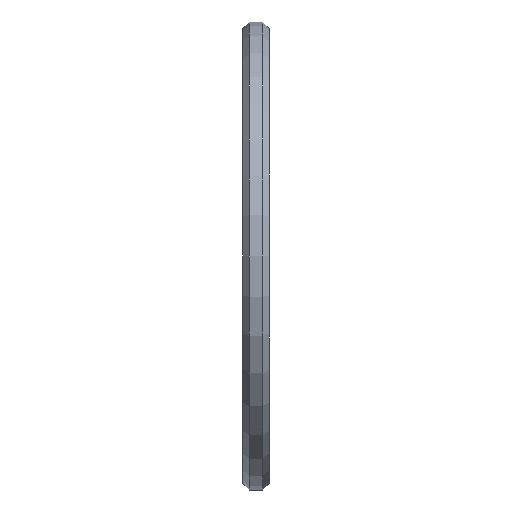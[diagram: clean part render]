
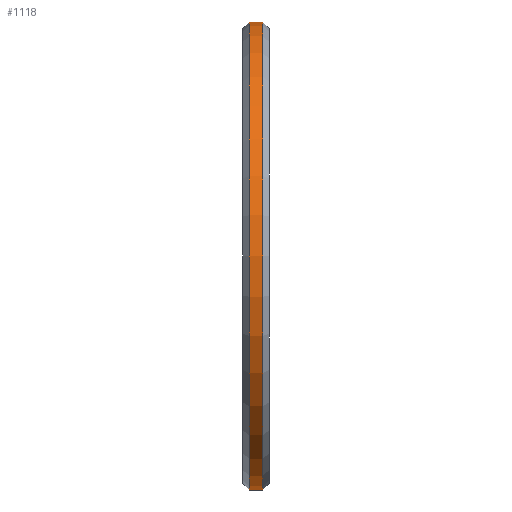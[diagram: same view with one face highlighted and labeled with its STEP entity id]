
A CAD part, front view. The second image highlights one B-rep face of the part: STEP entity #1118.
In plain terms, the highlighted cylindrical face has radius 9.525 mm (diameter 19.05 mm), a partial arc.
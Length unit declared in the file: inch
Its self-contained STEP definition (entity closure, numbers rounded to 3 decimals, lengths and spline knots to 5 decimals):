
#13 = ORIENTED_EDGE ( 'NONE', *, *, #190, .F. ) ;
#20 = CARTESIAN_POINT ( 'NONE',  ( 0.01, 0., 0.375 ) ) ;
#87 = DIRECTION ( 'NONE',  ( 1., 0., 0. ) ) ;
#115 = CIRCLE ( 'NONE', #802, 0.375 ) ;
#124 = CARTESIAN_POINT ( 'NONE',  ( 0.032, 0., 0. ) ) ;
#141 = EDGE_CURVE ( 'NONE', #835, #695, #1150, .T. ) ;
#144 = AXIS2_PLACEMENT_3D ( 'NONE', #310, #805, #643 ) ;
#190 = EDGE_CURVE ( 'NONE', #1141, #695, #593, .T. ) ;
#198 = CARTESIAN_POINT ( 'NONE',  ( 0., 0., -0.375 ) ) ;
#243 = EDGE_LOOP ( 'NONE', ( #13, #468, #1067, #1018 ) ) ;
#262 = DIRECTION ( 'NONE',  ( 1., 0., 0. ) ) ;
#268 = LINE ( 'NONE', #198, #1004 ) ;
#310 = CARTESIAN_POINT ( 'NONE',  ( 0., 0., 0. ) ) ;
#331 = CARTESIAN_POINT ( 'NONE',  ( 0.032, 0., 0.375 ) ) ;
#402 = DIRECTION ( 'NONE',  ( 0., 0., 1. ) ) ;
#407 = EDGE_CURVE ( 'NONE', #423, #835, #268, .T. ) ;
#423 = VERTEX_POINT ( 'NONE', #541 ) ;
#446 = CARTESIAN_POINT ( 'NONE',  ( 0., 0., 0.375 ) ) ;
#468 = ORIENTED_EDGE ( 'NONE', *, *, #1069, .T. ) ;
#485 = DIRECTION ( 'NONE',  ( -1., 0., 0. ) ) ;
#495 = DIRECTION ( 'NONE',  ( 0., 0., -1. ) ) ;
#541 = CARTESIAN_POINT ( 'NONE',  ( 0.01, 0., -0.375 ) ) ;
#564 = CYLINDRICAL_SURFACE ( 'NONE', #144, 0.375 ) ;
#587 = CARTESIAN_POINT ( 'NONE',  ( 0.032, 0., -0.375 ) ) ;
#590 = FACE_OUTER_BOUND ( 'NONE', #243, .T. ) ;
#593 = LINE ( 'NONE', #446, #1034 ) ;
#643 = DIRECTION ( 'NONE',  ( 0., 0., -1. ) ) ;
#695 = VERTEX_POINT ( 'NONE', #331 ) ;
#740 = DIRECTION ( 'NONE',  ( 1., 0., 0. ) ) ;
#771 = AXIS2_PLACEMENT_3D ( 'NONE', #124, #485, #495 ) ;
#802 = AXIS2_PLACEMENT_3D ( 'NONE', #994, #740, #402 ) ;
#805 = DIRECTION ( 'NONE',  ( 1., 0., 0. ) ) ;
#835 = VERTEX_POINT ( 'NONE', #587 ) ;
#994 = CARTESIAN_POINT ( 'NONE',  ( 0.01, 0., 0. ) ) ;
#1004 = VECTOR ( 'NONE', #87, 39.37008 ) ;
#1018 = ORIENTED_EDGE ( 'NONE', *, *, #141, .T. ) ;
#1034 = VECTOR ( 'NONE', #262, 39.37008 ) ;
#1067 = ORIENTED_EDGE ( 'NONE', *, *, #407, .T. ) ;
#1069 = EDGE_CURVE ( 'NONE', #1141, #423, #115, .T. ) ;
#1118 = ADVANCED_FACE ( 'NONE', ( #590 ), #564, .T. ) ;
#1141 = VERTEX_POINT ( 'NONE', #20 ) ;
#1150 = CIRCLE ( 'NONE', #771, 0.375 ) ;
